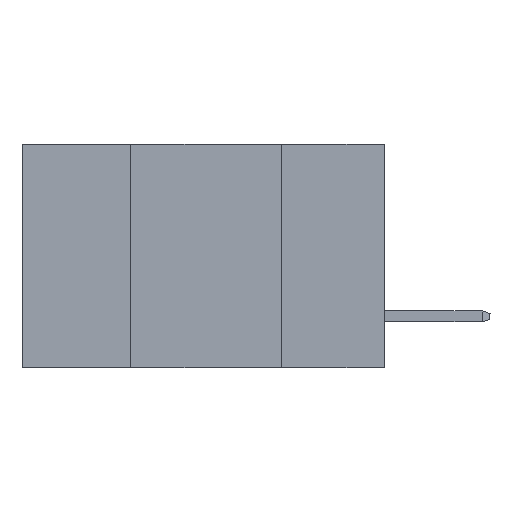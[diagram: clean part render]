
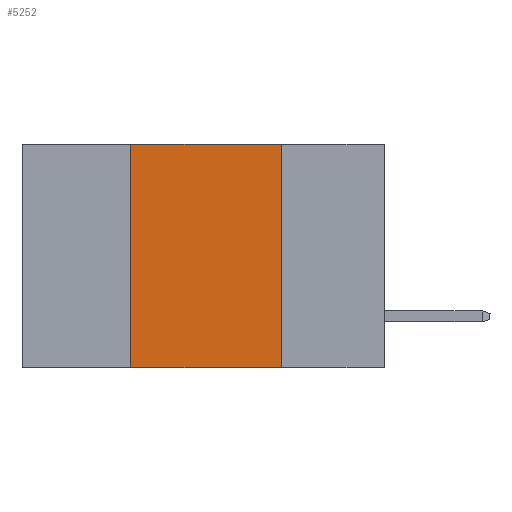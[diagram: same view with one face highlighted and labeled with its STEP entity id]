
A CAD part, left-side view. The second image highlights one B-rep face of the part: STEP entity #5252.
In plain terms, the highlighted planar face has unit normal (-1, 0, 0).
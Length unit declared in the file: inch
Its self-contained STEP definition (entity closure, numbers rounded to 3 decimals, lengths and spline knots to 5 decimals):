
#304 = CARTESIAN_POINT ( 'NONE',  ( 0., 0.6, 0. ) ) ;
#660 = CARTESIAN_POINT ( 'NONE',  ( 0., 0.42, -0.37 ) ) ;
#935 = CARTESIAN_POINT ( 'NONE',  ( 0., 0.17, -0.37 ) ) ;
#1465 = DIRECTION ( 'NONE',  ( 0., 0., -1. ) ) ;
#1804 = ORIENTED_EDGE ( 'NONE', *, *, #6255, .F. ) ;
#1878 = DIRECTION ( 'NONE',  ( 0., 0., 1. ) ) ;
#2089 = ORIENTED_EDGE ( 'NONE', *, *, #11503, .T. ) ;
#3235 = EDGE_CURVE ( 'NONE', #10856, #6282, #3499, .T. ) ;
#3315 = VECTOR ( 'NONE', #1465, 39.37008 ) ;
#3318 = VERTEX_POINT ( 'NONE', #660 ) ;
#3497 = LINE ( 'NONE', #6455, #3315 ) ;
#3499 = LINE ( 'NONE', #6571, #7790 ) ;
#3623 = DIRECTION ( 'NONE',  ( 0., -1., 0. ) ) ;
#3656 = LINE ( 'NONE', #7485, #11380 ) ;
#4031 = PLANE ( 'NONE',  #7312 ) ;
#4150 = DIRECTION ( 'NONE',  ( 0., 0., -1. ) ) ;
#4241 = VERTEX_POINT ( 'NONE', #935 ) ;
#4381 = CARTESIAN_POINT ( 'NONE',  ( 0., 0.17, 0. ) ) ;
#4741 = VECTOR ( 'NONE', #11819, 39.37008 ) ;
#5252 = ADVANCED_FACE ( 'NONE', ( #5300 ), #4031, .F. ) ;
#5300 = FACE_OUTER_BOUND ( 'NONE', #11462, .T. ) ;
#6202 = LINE ( 'NONE', #10007, #4741 ) ;
#6255 = EDGE_CURVE ( 'NONE', #6282, #4241, #3497, .T. ) ;
#6282 = VERTEX_POINT ( 'NONE', #4381 ) ;
#6455 = CARTESIAN_POINT ( 'NONE',  ( 0., 0.17, -0.37 ) ) ;
#6571 = CARTESIAN_POINT ( 'NONE',  ( 0., 0.6, 0. ) ) ;
#7103 = DIRECTION ( 'NONE',  ( 1., 0., 0. ) ) ;
#7312 = AXIS2_PLACEMENT_3D ( 'NONE', #304, #7103, #4150 ) ;
#7441 = ORIENTED_EDGE ( 'NONE', *, *, #12282, .F. ) ;
#7485 = CARTESIAN_POINT ( 'NONE',  ( 0., 0.42, -0.37 ) ) ;
#7790 = VECTOR ( 'NONE', #3623, 39.37008 ) ;
#10007 = CARTESIAN_POINT ( 'NONE',  ( 0., 0.6, -0.37 ) ) ;
#10340 = CARTESIAN_POINT ( 'NONE',  ( 0., 0.42, 0. ) ) ;
#10856 = VERTEX_POINT ( 'NONE', #10340 ) ;
#11380 = VECTOR ( 'NONE', #1878, 39.37008 ) ;
#11462 = EDGE_LOOP ( 'NONE', ( #1804, #12318, #7441, #2089 ) ) ;
#11503 = EDGE_CURVE ( 'NONE', #3318, #4241, #6202, .T. ) ;
#11819 = DIRECTION ( 'NONE',  ( 0., -1., 0. ) ) ;
#12282 = EDGE_CURVE ( 'NONE', #3318, #10856, #3656, .T. ) ;
#12318 = ORIENTED_EDGE ( 'NONE', *, *, #3235, .F. ) ;
